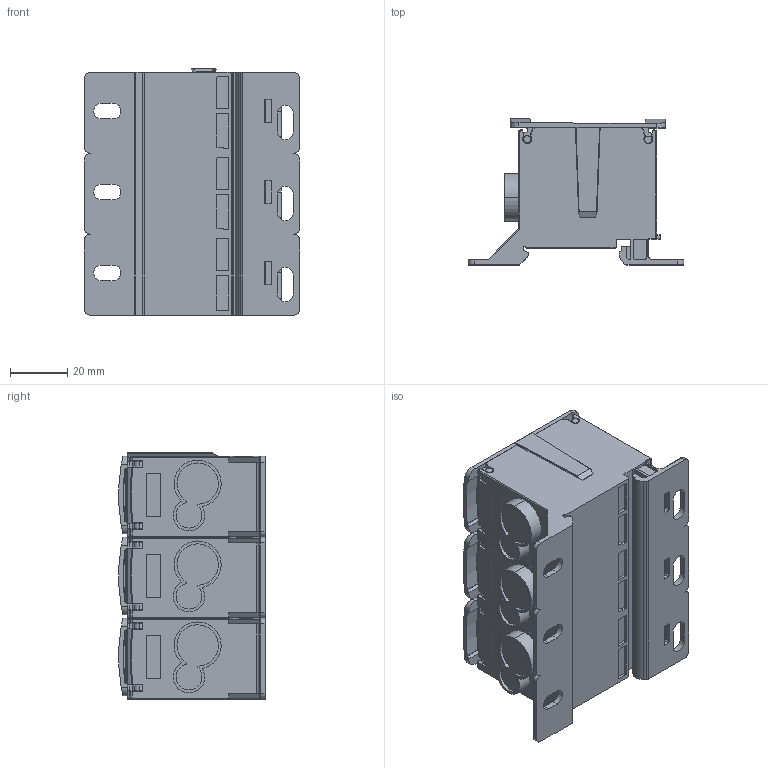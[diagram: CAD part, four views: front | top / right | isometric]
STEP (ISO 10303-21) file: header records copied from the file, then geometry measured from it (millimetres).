
FILE_DESCRIPTION (( 'STEP AP203' ), '1' );
FILE_NAME ('GPB2-175P3-6L.step', '2024-08-05T18:17:55', ( '' ), ( '' ), 'SwSTEP 2.0', 'SolidWorks 2023', '' );
FILE_SCHEMA (( 'CONFIG_CONTROL_DESIGN' ));
Length unit declared in the file: inch
Products named in the file (1): GPB2-175P3-6L
Bounding box: 75 x 50.93 x 85.8 mm (x, y, z)
Volume: 185077.3 mm3; surface area: 35112.9 mm2
Topology: 1 solids, 1 shells, 1243 faces, 3325 edges, 2036 vertices
Faces by surface type: cylinder 616, plane 417, bspline 200, torus 10
Entity records: 43949 total; most frequent: CARTESIAN_POINT 14264, ORIENTED_EDGE 6510, DIRECTION 5974, EDGE_CURVE 3255, AXIS2_PLACEMENT_3D 2180, VERTEX_POINT 2034, VECTOR 1614, LINE 1614
